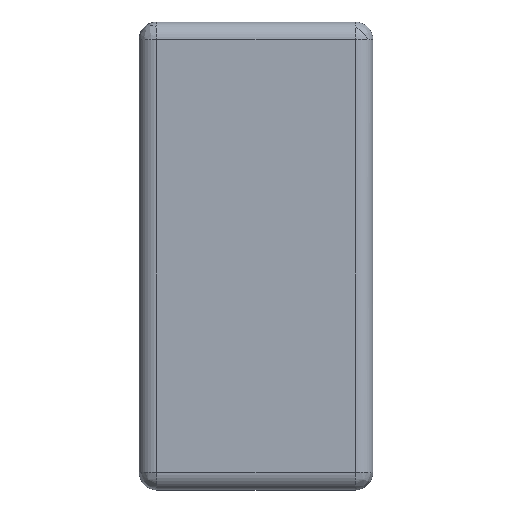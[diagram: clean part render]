
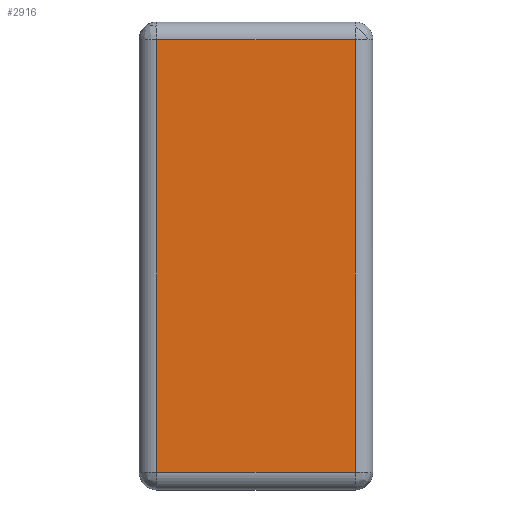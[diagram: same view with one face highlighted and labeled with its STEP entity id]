
A CAD part, top view. The second image highlights one B-rep face of the part: STEP entity #2916.
In plain terms, the highlighted planar face has unit normal (0, 0, 1).
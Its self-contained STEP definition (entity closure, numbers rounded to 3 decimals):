
#36 = DIRECTION ( 'NONE',  ( 0., 1., 0. ) ) ;
#150 = VERTEX_POINT ( 'NONE', #2012 ) ;
#235 = CARTESIAN_POINT ( 'NONE',  ( 17., -37., 4. ) ) ;
#253 = VECTOR ( 'NONE', #2333, 1000. ) ;
#266 = FACE_OUTER_BOUND ( 'NONE', #1514, .T. ) ;
#281 = CARTESIAN_POINT ( 'NONE',  ( 17., 37., 4. ) ) ;
#302 = CARTESIAN_POINT ( 'NONE',  ( -17., 37., 4. ) ) ;
#505 = AXIS2_PLACEMENT_3D ( 'NONE', #1425, #736, #1846 ) ;
#668 = LINE ( 'NONE', #1417, #1697 ) ;
#736 = DIRECTION ( 'NONE',  ( 0., 0., -1. ) ) ;
#800 = LINE ( 'NONE', #1881, #1344 ) ;
#866 = VERTEX_POINT ( 'NONE', #235 ) ;
#960 = VERTEX_POINT ( 'NONE', #302 ) ;
#984 = EDGE_CURVE ( 'NONE', #960, #1364, #800, .T. ) ;
#1201 = CARTESIAN_POINT ( 'NONE',  ( 17., -37., 4. ) ) ;
#1251 = ORIENTED_EDGE ( 'NONE', *, *, #2920, .F. ) ;
#1344 = VECTOR ( 'NONE', #2766, 1000. ) ;
#1349 = LINE ( 'NONE', #1201, #2481 ) ;
#1364 = VERTEX_POINT ( 'NONE', #2790 ) ;
#1417 = CARTESIAN_POINT ( 'NONE',  ( -17., 37., 4. ) ) ;
#1425 = CARTESIAN_POINT ( 'NONE',  ( 17., 37., 4. ) ) ;
#1514 = EDGE_LOOP ( 'NONE', ( #1251, #2176, #2693, #2476 ) ) ;
#1697 = VECTOR ( 'NONE', #36, 1000. ) ;
#1846 = DIRECTION ( 'NONE',  ( -1., 0., 0. ) ) ;
#1881 = CARTESIAN_POINT ( 'NONE',  ( 17., 37., 4. ) ) ;
#2012 = CARTESIAN_POINT ( 'NONE',  ( -17., -37., 4. ) ) ;
#2042 = PLANE ( 'NONE',  #505 ) ;
#2045 = EDGE_CURVE ( 'NONE', #1364, #866, #2628, .T. ) ;
#2176 = ORIENTED_EDGE ( 'NONE', *, *, #2045, .F. ) ;
#2322 = DIRECTION ( 'NONE',  ( -1., 0., 0. ) ) ;
#2333 = DIRECTION ( 'NONE',  ( 0., -1., 0. ) ) ;
#2476 = ORIENTED_EDGE ( 'NONE', *, *, #2952, .F. ) ;
#2481 = VECTOR ( 'NONE', #2322, 1000. ) ;
#2628 = LINE ( 'NONE', #281, #253 ) ;
#2693 = ORIENTED_EDGE ( 'NONE', *, *, #984, .F. ) ;
#2766 = DIRECTION ( 'NONE',  ( 1., 0., 0. ) ) ;
#2790 = CARTESIAN_POINT ( 'NONE',  ( 17., 37., 4. ) ) ;
#2916 = ADVANCED_FACE ( 'NONE', ( #266 ), #2042, .F. ) ;
#2920 = EDGE_CURVE ( 'NONE', #866, #150, #1349, .T. ) ;
#2952 = EDGE_CURVE ( 'NONE', #150, #960, #668, .T. ) ;
